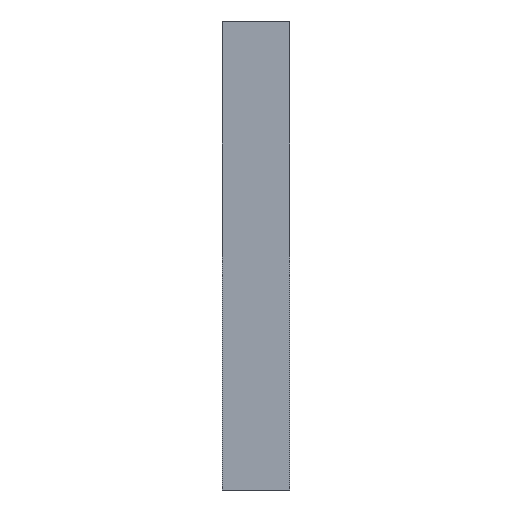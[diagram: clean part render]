
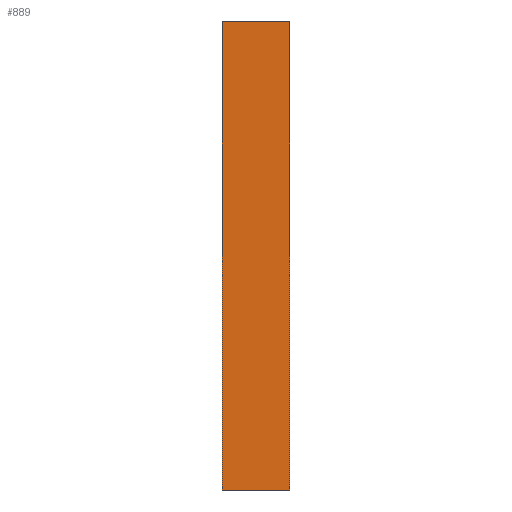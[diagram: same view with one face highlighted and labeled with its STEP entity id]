
A CAD part, left-side view. The second image highlights one B-rep face of the part: STEP entity #889.
In plain terms, the highlighted planar face has unit normal (-1, 0, 0).
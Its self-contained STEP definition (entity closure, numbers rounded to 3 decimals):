
#79 = VECTOR ( 'NONE', #1159, 1000. ) ;
#94 = VERTEX_POINT ( 'NONE', #372 ) ;
#149 = CARTESIAN_POINT ( 'NONE',  ( 0., 12., -83. ) ) ;
#175 = EDGE_CURVE ( 'NONE', #543, #1561, #198, .T. ) ;
#198 = LINE ( 'NONE', #1253, #355 ) ;
#212 = ORIENTED_EDGE ( 'NONE', *, *, #904, .F. ) ;
#223 = LINE ( 'NONE', #541, #79 ) ;
#285 = DIRECTION ( 'NONE',  ( 0., 0., 1. ) ) ;
#355 = VECTOR ( 'NONE', #403, 1000. ) ;
#357 = VECTOR ( 'NONE', #285, 1000. ) ;
#372 = CARTESIAN_POINT ( 'NONE',  ( 0., 0., 0. ) ) ;
#373 = EDGE_CURVE ( 'NONE', #1561, #94, #1440, .T. ) ;
#397 = CARTESIAN_POINT ( 'NONE',  ( 0., 12., 0. ) ) ;
#403 = DIRECTION ( 'NONE',  ( 0., -1., 0. ) ) ;
#406 = ORIENTED_EDGE ( 'NONE', *, *, #708, .F. ) ;
#434 = CARTESIAN_POINT ( 'NONE',  ( 0., 12., 0. ) ) ;
#454 = DIRECTION ( 'NONE',  ( 0., 0., 1. ) ) ;
#524 = ORIENTED_EDGE ( 'NONE', *, *, #373, .T. ) ;
#541 = CARTESIAN_POINT ( 'NONE',  ( 0., 12., 0. ) ) ;
#543 = VERTEX_POINT ( 'NONE', #149 ) ;
#569 = VERTEX_POINT ( 'NONE', #397 ) ;
#667 = LINE ( 'NONE', #803, #357 ) ;
#673 = VECTOR ( 'NONE', #454, 1000. ) ;
#708 = EDGE_CURVE ( 'NONE', #569, #94, #223, .T. ) ;
#799 = PLANE ( 'NONE',  #1240 ) ;
#803 = CARTESIAN_POINT ( 'NONE',  ( 0., 12., 0. ) ) ;
#889 = ADVANCED_FACE ( 'NONE', ( #1395 ), #799, .F. ) ;
#904 = EDGE_CURVE ( 'NONE', #543, #569, #667, .T. ) ;
#922 = DIRECTION ( 'NONE',  ( 0., 0., -1. ) ) ;
#972 = EDGE_LOOP ( 'NONE', ( #524, #406, #212, #1190 ) ) ;
#1159 = DIRECTION ( 'NONE',  ( 0., -1., 0. ) ) ;
#1170 = DIRECTION ( 'NONE',  ( 1., 0., 0. ) ) ;
#1190 = ORIENTED_EDGE ( 'NONE', *, *, #175, .T. ) ;
#1193 = CARTESIAN_POINT ( 'NONE',  ( 0., 0., 0. ) ) ;
#1240 = AXIS2_PLACEMENT_3D ( 'NONE', #434, #1170, #922 ) ;
#1253 = CARTESIAN_POINT ( 'NONE',  ( 0., 12., -83. ) ) ;
#1395 = FACE_OUTER_BOUND ( 'NONE', #972, .T. ) ;
#1440 = LINE ( 'NONE', #1193, #673 ) ;
#1443 = CARTESIAN_POINT ( 'NONE',  ( 0., 0., -83. ) ) ;
#1561 = VERTEX_POINT ( 'NONE', #1443 ) ;
